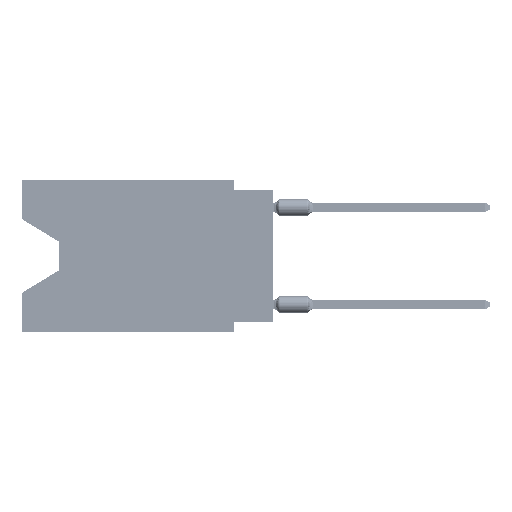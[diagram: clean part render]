
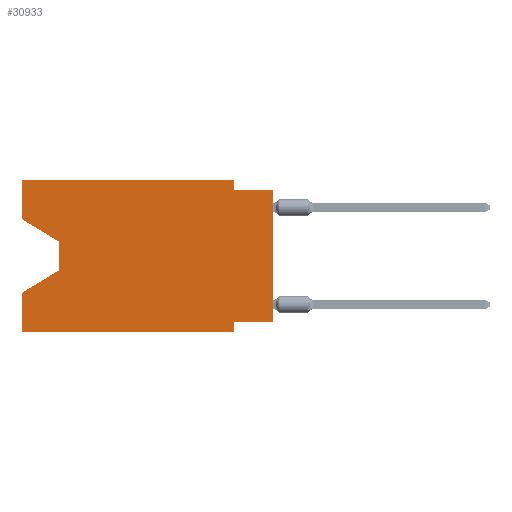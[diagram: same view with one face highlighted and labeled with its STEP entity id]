
A CAD part, left-side view. The second image highlights one B-rep face of the part: STEP entity #30933.
In plain terms, the highlighted planar face has unit normal (-1, 0, 0).
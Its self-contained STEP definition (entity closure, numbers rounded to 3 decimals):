
#195 = VECTOR ( 'NONE', #6848, 1000. ) ;
#264 = CARTESIAN_POINT ( 'NONE',  ( 0., 16.383, -2.546 ) ) ;
#2557 = DIRECTION ( 'NONE',  ( 0., -0.855, -0.519 ) ) ;
#2684 = EDGE_LOOP ( 'NONE', ( #33157, #79269, #32037, #58588, #14906, #25076, #13165, #64203, #48083, #25914, #45217, #73892 ) ) ;
#2986 = VECTOR ( 'NONE', #12330, 1000. ) ;
#3253 = VECTOR ( 'NONE', #10638, 1000. ) ;
#4332 = DIRECTION ( 'NONE',  ( 0., -1., 0. ) ) ;
#4531 = LINE ( 'NONE', #28932, #3253 ) ;
#5123 = EDGE_CURVE ( 'NONE', #48565, #62619, #9226, .T. ) ;
#6848 = DIRECTION ( 'NONE',  ( 0., 0., 1. ) ) ;
#8724 = CARTESIAN_POINT ( 'NONE',  ( 0., 2.54, -9.906 ) ) ;
#9226 = LINE ( 'NONE', #46978, #48445 ) ;
#9354 = CARTESIAN_POINT ( 'NONE',  ( 0., 16.383, 0. ) ) ;
#9369 = VERTEX_POINT ( 'NONE', #75743 ) ;
#9863 = CARTESIAN_POINT ( 'NONE',  ( 0., 16.383, -2.546 ) ) ;
#10638 = DIRECTION ( 'NONE',  ( 0., 0., 1. ) ) ;
#10710 = CARTESIAN_POINT ( 'NONE',  ( 0., 16.383, -7.36 ) ) ;
#11008 = CARTESIAN_POINT ( 'NONE',  ( 0., 16.383, -9.906 ) ) ;
#12017 = CARTESIAN_POINT ( 'NONE',  ( 0., 0., -9.271 ) ) ;
#12052 = LINE ( 'NONE', #41306, #15722 ) ;
#12330 = DIRECTION ( 'NONE',  ( 0., 0.855, -0.519 ) ) ;
#12560 = VERTEX_POINT ( 'NONE', #74059 ) ;
#13165 = ORIENTED_EDGE ( 'NONE', *, *, #48109, .F. ) ;
#13169 = VERTEX_POINT ( 'NONE', #11008 ) ;
#14342 = CARTESIAN_POINT ( 'NONE',  ( 0., 16.383, 0. ) ) ;
#14495 = LINE ( 'NONE', #64010, #55035 ) ;
#14906 = ORIENTED_EDGE ( 'NONE', *, *, #51534, .T. ) ;
#14947 = VERTEX_POINT ( 'NONE', #51488 ) ;
#15230 = DIRECTION ( 'NONE',  ( 0., 0., -1. ) ) ;
#15722 = VECTOR ( 'NONE', #4332, 1000. ) ;
#16715 = CARTESIAN_POINT ( 'NONE',  ( 0., 16.383, 0. ) ) ;
#19365 = EDGE_CURVE ( 'NONE', #32901, #25492, #71110, .T. ) ;
#19438 = DIRECTION ( 'NONE',  ( 0., -1., 0. ) ) ;
#19792 = DIRECTION ( 'NONE',  ( 0., 0., -1. ) ) ;
#20569 = VECTOR ( 'NONE', #39099, 1000. ) ;
#22069 = VECTOR ( 'NONE', #58940, 1000. ) ;
#24700 = CARTESIAN_POINT ( 'NONE',  ( 0., 2.54, -9.906 ) ) ;
#25076 = ORIENTED_EDGE ( 'NONE', *, *, #48229, .F. ) ;
#25492 = VERTEX_POINT ( 'NONE', #16715 ) ;
#25914 = ORIENTED_EDGE ( 'NONE', *, *, #48781, .F. ) ;
#28932 = CARTESIAN_POINT ( 'NONE',  ( 0., 16.383, 0. ) ) ;
#30933 = ADVANCED_FACE ( 'NONE', ( #34929 ), #34533, .F. ) ;
#32037 = ORIENTED_EDGE ( 'NONE', *, *, #50667, .T. ) ;
#32901 = VERTEX_POINT ( 'NONE', #264 ) ;
#33157 = ORIENTED_EDGE ( 'NONE', *, *, #74777, .T. ) ;
#33995 = DIRECTION ( 'NONE',  ( 0., -1., 0. ) ) ;
#34130 = DIRECTION ( 'NONE',  ( 0., 0., -1. ) ) ;
#34533 = PLANE ( 'NONE',  #63838 ) ;
#34780 = VERTEX_POINT ( 'NONE', #24700 ) ;
#34929 = FACE_OUTER_BOUND ( 'NONE', #2684, .T. ) ;
#36213 = VERTEX_POINT ( 'NONE', #36841 ) ;
#36684 = LINE ( 'NONE', #43183, #2986 ) ;
#36841 = CARTESIAN_POINT ( 'NONE',  ( 0., 13.97, -5.893 ) ) ;
#39099 = DIRECTION ( 'NONE',  ( 0., 0., 1. ) ) ;
#41306 = CARTESIAN_POINT ( 'NONE',  ( 0., 16.383, 0. ) ) ;
#42782 = CARTESIAN_POINT ( 'NONE',  ( 0., 2.54, -0.635 ) ) ;
#43183 = CARTESIAN_POINT ( 'NONE',  ( 0., 13.97, -5.893 ) ) ;
#44490 = LINE ( 'NONE', #12017, #71226 ) ;
#45217 = ORIENTED_EDGE ( 'NONE', *, *, #54348, .F. ) ;
#45924 = DIRECTION ( 'NONE',  ( 1., 0., 0. ) ) ;
#46086 = LINE ( 'NONE', #8724, #66071 ) ;
#46978 = CARTESIAN_POINT ( 'NONE',  ( 0., 0., -0.635 ) ) ;
#48083 = ORIENTED_EDGE ( 'NONE', *, *, #5123, .F. ) ;
#48109 = EDGE_CURVE ( 'NONE', #12560, #9369, #44490, .T. ) ;
#48229 = EDGE_CURVE ( 'NONE', #9369, #34780, #46086, .T. ) ;
#48445 = VECTOR ( 'NONE', #33995, 1000. ) ;
#48565 = VERTEX_POINT ( 'NONE', #42782 ) ;
#48781 = EDGE_CURVE ( 'NONE', #62060, #48565, #78017, .T. ) ;
#50667 = EDGE_CURVE ( 'NONE', #36213, #67747, #36684, .T. ) ;
#51488 = CARTESIAN_POINT ( 'NONE',  ( 0., 13.97, -4.013 ) ) ;
#51534 = EDGE_CURVE ( 'NONE', #13169, #34780, #69729, .T. ) ;
#54348 = EDGE_CURVE ( 'NONE', #25492, #62060, #12052, .T. ) ;
#55035 = VECTOR ( 'NONE', #19792, 1000. ) ;
#55255 = EDGE_CURVE ( 'NONE', #12560, #62619, #75879, .T. ) ;
#56032 = CARTESIAN_POINT ( 'NONE',  ( 0., 2.54, 0. ) ) ;
#56190 = VECTOR ( 'NONE', #19438, 1000. ) ;
#56385 = CARTESIAN_POINT ( 'NONE',  ( 0., 0., 0. ) ) ;
#58587 = LINE ( 'NONE', #9863, #68298 ) ;
#58588 = ORIENTED_EDGE ( 'NONE', *, *, #60520, .F. ) ;
#58940 = DIRECTION ( 'NONE',  ( 0., 0., -1. ) ) ;
#60093 = EDGE_CURVE ( 'NONE', #14947, #36213, #14495, .T. ) ;
#60520 = EDGE_CURVE ( 'NONE', #13169, #67747, #4531, .T. ) ;
#62060 = VERTEX_POINT ( 'NONE', #56032 ) ;
#62619 = VERTEX_POINT ( 'NONE', #76929 ) ;
#63838 = AXIS2_PLACEMENT_3D ( 'NONE', #9354, #45924, #34130 ) ;
#64010 = CARTESIAN_POINT ( 'NONE',  ( 0., 13.97, -4.013 ) ) ;
#64203 = ORIENTED_EDGE ( 'NONE', *, *, #55255, .T. ) ;
#66071 = VECTOR ( 'NONE', #15230, 1000. ) ;
#67747 = VERTEX_POINT ( 'NONE', #10710 ) ;
#68298 = VECTOR ( 'NONE', #2557, 1000. ) ;
#69729 = LINE ( 'NONE', #75846, #56190 ) ;
#71110 = LINE ( 'NONE', #14342, #20569 ) ;
#71226 = VECTOR ( 'NONE', #79802, 1000. ) ;
#72307 = CARTESIAN_POINT ( 'NONE',  ( 0., 2.54, 0. ) ) ;
#73892 = ORIENTED_EDGE ( 'NONE', *, *, #19365, .F. ) ;
#74059 = CARTESIAN_POINT ( 'NONE',  ( 0., 0., -9.271 ) ) ;
#74777 = EDGE_CURVE ( 'NONE', #32901, #14947, #58587, .T. ) ;
#75743 = CARTESIAN_POINT ( 'NONE',  ( 0., 2.54, -9.271 ) ) ;
#75846 = CARTESIAN_POINT ( 'NONE',  ( 0., 16.383, -9.906 ) ) ;
#75879 = LINE ( 'NONE', #56385, #195 ) ;
#76929 = CARTESIAN_POINT ( 'NONE',  ( 0., 0., -0.635 ) ) ;
#78017 = LINE ( 'NONE', #72307, #22069 ) ;
#79269 = ORIENTED_EDGE ( 'NONE', *, *, #60093, .T. ) ;
#79802 = DIRECTION ( 'NONE',  ( 0., 1., 0. ) ) ;
